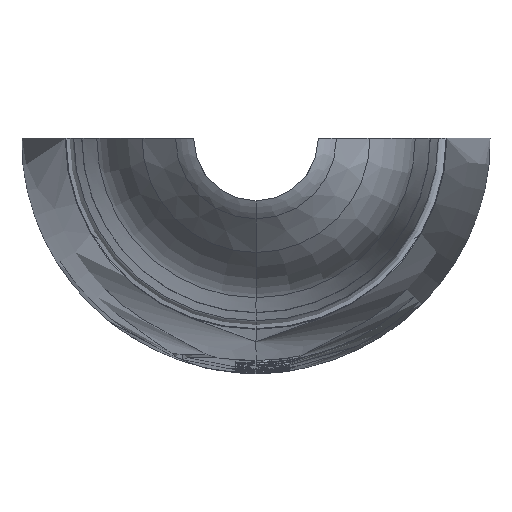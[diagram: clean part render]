
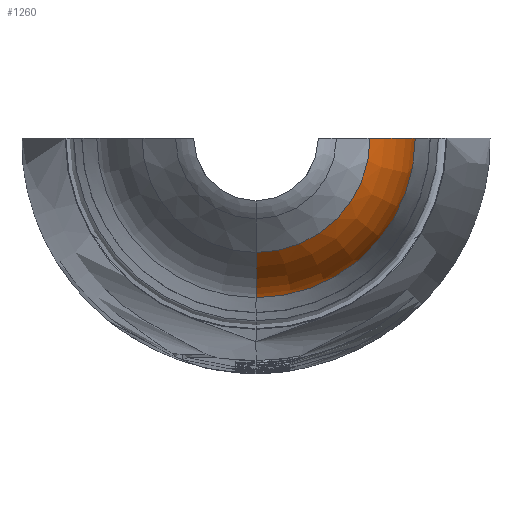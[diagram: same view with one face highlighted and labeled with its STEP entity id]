
A CAD part, front view. The second image highlights one B-rep face of the part: STEP entity #1260.
In plain terms, the highlighted toroidal (fillet/blend) face has major radius 0.19 mm and minor radius 8 mm.
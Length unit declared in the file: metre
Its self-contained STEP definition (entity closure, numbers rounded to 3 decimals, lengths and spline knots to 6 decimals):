
#1260=ADVANCED_FACE('27:4802',(#2645),#2646,.T.);
#2645=FACE_OUTER_BOUND('',#7509,.T.);
#2646=TOROIDAL_SURFACE('',#7510,0.00019,0.008);
#7509=EDGE_LOOP('',(#13307,#13308,#13309,#13310));
#7510=AXIS2_PLACEMENT_3D('',#13311,#13312,#13313);
#13307=ORIENTED_EDGE('',*,*,#14985,.T.);
#13308=ORIENTED_EDGE('',*,*,#16160,.F.);
#13309=ORIENTED_EDGE('',*,*,#15390,.T.);
#13310=ORIENTED_EDGE('',*,*,#16313,.F.);
#13311=CARTESIAN_POINT('',(0.037848,0.008549,0.018351));
#13312=DIRECTION('',(0.,-1.0,0.));
#13313=DIRECTION('',(0.,0.,1.0));
#14985=EDGE_CURVE('',#17255,#17110,#17256,.T.);
#15390=EDGE_CURVE('',#17930,#17928,#17931,.T.);
#16160=EDGE_CURVE('',#17930,#17110,#19048,.T.);
#16313=EDGE_CURVE('',#17255,#17928,#19230,.T.);
#17110=VERTEX_POINT('',#20705);
#17255=VERTEX_POINT('',#20972);
#17256=CIRCLE('',#20973,0.008);
#17928=VERTEX_POINT('NONE',#22427);
#17930=VERTEX_POINT('NONE',#22430);
#17931=CIRCLE('',#22431,0.008);
#19048=CIRCLE('',#25679,0.008165);
#19230=CIRCLE('',#26329,0.005848);
#20705=CARTESIAN_POINT('',(0.037848,0.007906,0.010186));
#20972=CARTESIAN_POINT('',(0.037848,0.002893,0.012503));
#20973=AXIS2_PLACEMENT_3D('',#27371,#27372,#27373);
#22427=CARTESIAN_POINT('',(0.043696,0.002893,0.018351));
#22430=CARTESIAN_POINT('',(0.046012,0.007906,0.018351));
#22431=AXIS2_PLACEMENT_3D('',#27862,#27863,#27864);
#25679=AXIS2_PLACEMENT_3D('',#28703,#28704,#28705);
#26329=AXIS2_PLACEMENT_3D('',#28821,#28822,#28823);
#27371=CARTESIAN_POINT('',(0.037848,0.008549,0.01816));
#27372=DIRECTION('',(1.0,0.,0.));
#27373=DIRECTION('',(0.,0.,-1.0));
#27862=CARTESIAN_POINT('',(0.038038,0.008549,0.018351));
#27863=DIRECTION('',(0.,0.0,-1.0));
#27864=DIRECTION('',(1.0,0.0,0.));
#28703=CARTESIAN_POINT('',(0.037848,0.007906,0.018351));
#28704=DIRECTION('',(0.,1.0,0.));
#28705=DIRECTION('',(0.,0.,-1.0));
#28821=CARTESIAN_POINT('',(0.037848,0.002893,0.018351));
#28822=DIRECTION('',(0.,-1.0,0.));
#28823=DIRECTION('',(0.,0.,-1.0));
